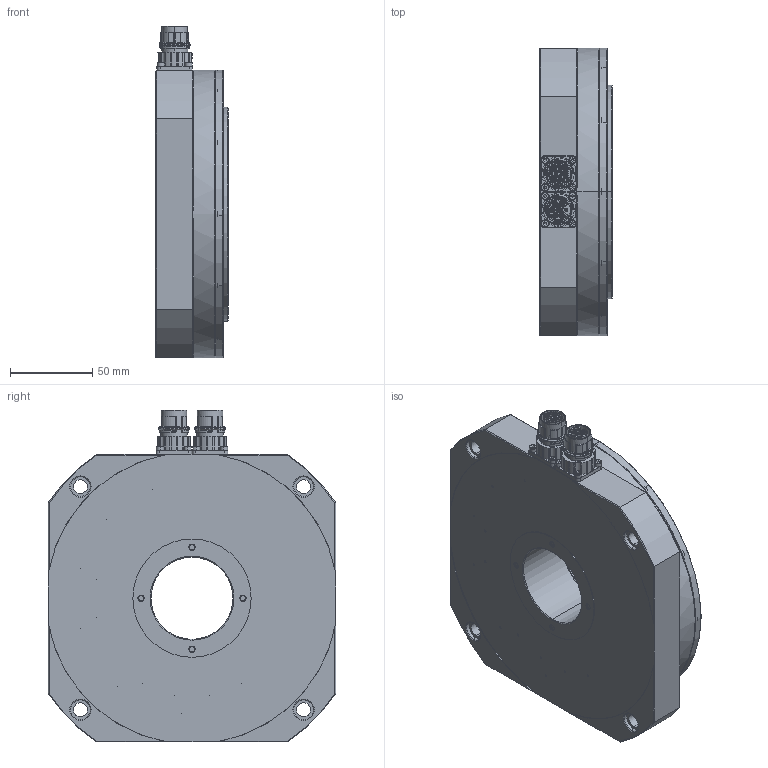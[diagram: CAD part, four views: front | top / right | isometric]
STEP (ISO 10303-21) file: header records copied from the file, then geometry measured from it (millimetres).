
FILE_DESCRIPTION (( 'STEP AP214' ), '1' );
FILE_NAME ('GTRTF.175.2.1.0.STEP', '2022-08-22T15:51:35', ( '' ), ( '' ), 'SwSTEP 2.0', 'SolidWorks 2018', '' );
FILE_SCHEMA (( 'AUTOMOTIVE_DESIGN' ));
Length unit declared in the file: millimetre
Products named in the file (7): AEGA874MR1000001A400; BEGA878MR0800001A400; DIN 912-M5x16 Schwarz_DIN 912-M5x16 Schwarz; GTRTF.175.2.1-3.0 GP; DIN 912-M2,5x6 Schwarz_DIN 912-M2,5x6 Schwarz; DIN 912-M3x6 Schwarz_DIN 912-M3x6 Schwarz; GTRTF.175.2.1.0
Assembly tree (39 placements, depth 2):
  GTRTF.175.2.1.0
    GTRTF.175.2.1-3.0 GP
    BEGA878MR0800001A400
    AEGA874MR1000001A400
    DIN 912-M2,5x6 Schwarz_DIN 912-M2,5x6 Schwarz  x8
    DIN 912-M3x6 Schwarz_DIN 912-M3x6 Schwarz  x20
    DIN 912-M5x16 Schwarz_DIN 912-M5x16 Schwarz  x8
Bounding box: 44 x 175 x 202 mm (x, y, z)
Volume: 1024911.5 mm3; surface area: 113281.9 mm2
Topology: 37 solids, 60 shells, 3108 faces, 7205 edges, 4193 vertices
Faces by surface type: plane 951, cylinder 885, cone 611, bspline 384, torus 277
Entity records: 112187 total; most frequent: CARTESIAN_POINT 46592, ORIENTED_EDGE 10278, DIRECTION 10015, EDGE_CURVE 5139, AXIS2_PLACEMENT_3D 4095, VERTEX_POINT 3104, EDGE_LOOP 2391, CIRCLE 2219
